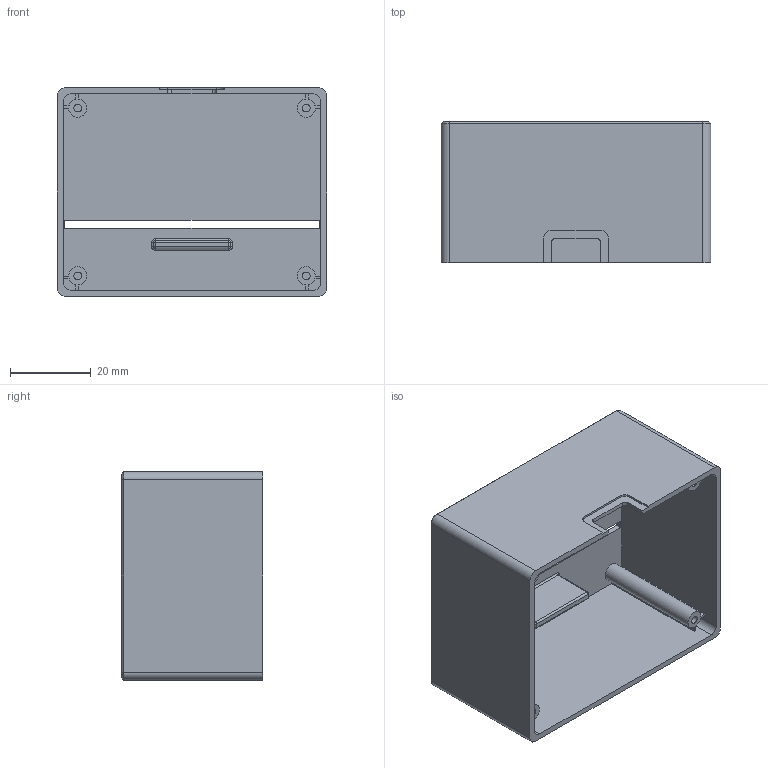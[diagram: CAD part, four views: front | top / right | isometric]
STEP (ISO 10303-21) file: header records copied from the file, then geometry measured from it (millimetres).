
FILE_DESCRIPTION(/* description */ (''),/* implementation_level */ '2;1');
FILE_NAME(/* name */ 'Deckel.step',/* time_stamp */ '2025-06-22T19:00:05+02:00',/* author */ (''),/* organization */ (''),/* preprocessor_version */ 'ST-DEVELOPER v20.1',/* originating_system */ 'Autodesk Translation Framework v14.10.0.0',/* authorisation */ '');
FILE_SCHEMA (('AUTOMOTIVE_DESIGN { 1 0 10303 214 3 1 1 }'));
Length unit declared in the file: millimetre
Products named in the file (1): 2025-06-22-19-00-04-911
Bounding box: 66.6 x 35 x 51.6 mm (x, y, z)
Volume: 20123 mm3; surface area: 24791.2 mm2
Topology: 1 solids, 1 shells, 111 faces, 280 edges, 176 vertices
Faces by surface type: plane 63, cylinder 36, sphere 4, torus 4, cone 4
Full cylindrical faces by diameter (mm): 1.9 x4
Entity records: 3335 total; most frequent: DIRECTION 584, CARTESIAN_POINT 568, ORIENTED_EDGE 560, EDGE_CURVE 280, LINE 200, VECTOR 200, AXIS2_PLACEMENT_3D 192, VERTEX_POINT 176
